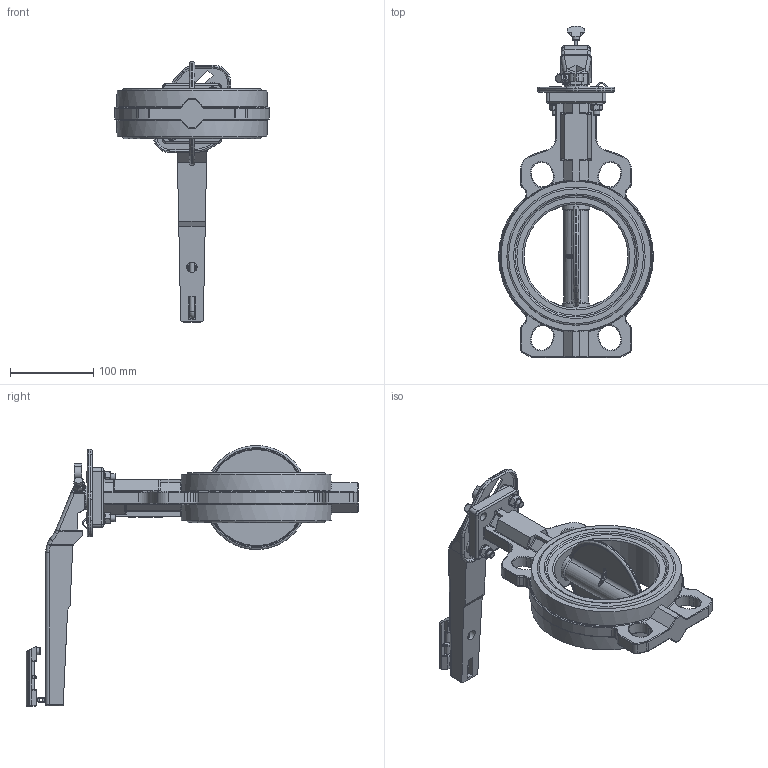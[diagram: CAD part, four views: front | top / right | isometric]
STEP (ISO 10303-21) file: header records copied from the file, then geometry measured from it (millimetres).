
FILE_DESCRIPTION((''),'2;1');
FILE_NAME('WA105340E125.stp','2012-05-11T02:19:29',('RL'),(''),'Autodesk Inventor 2012','Autodesk Inventor 2012','');
FILE_SCHEMA(('AUTOMOTIVE_DESIGN { 1 0 10303 214 1 1 1 1 }'));
Length unit declared in the file: millimetre
Products named in the file (1): WA105340E125
Bounding box: 186 x 398.64 x 312.76 mm (x, y, z)
Volume: 1424791.7 mm3; surface area: 285264.5 mm2
Topology: 14 solids, 14 shells, 1058 faces, 2661 edges, 1634 vertices
Faces by surface type: plane 381, cylinder 328, torus 144, bspline 128, cone 49, sphere 28
Full cylindrical faces by diameter (mm): 4.2 x1, 4.917 x1, 6 x6, 6.647 x3, 8 x2, 8.5 x3, 8.88 x1, 10 x4, 11.63 x2, 12.5 x1, 23.002 x1, 28 x1, 32 x1, 33 x4, 125 x1, 166 x2
Entity records: 35099 total; most frequent: CARTESIAN_POINT 10308, DIRECTION 5126, ORIENTED_EDGE 5090, EDGE_CURVE 2545, AXIS2_PLACEMENT_3D 1970, VERTEX_POINT 1604, EDGE_LOOP 1225, VECTOR 1186
